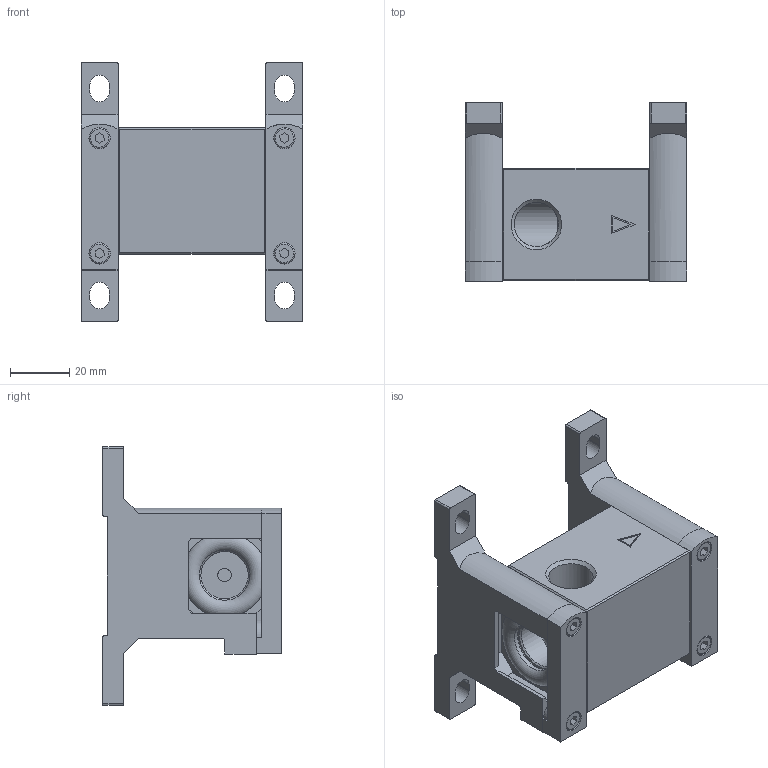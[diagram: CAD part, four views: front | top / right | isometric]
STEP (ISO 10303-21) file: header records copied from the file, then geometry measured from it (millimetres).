
FILE_DESCRIPTION(/* description */ ('Unknown'),/* implementation_level */ '2;1');
FILE_NAME(/* name */ 'K10-MACP302-2',/* time_stamp */ '2019-03-22T11:22:36+08:00',/* author */ ('Unknown'),/* organization */ ('Unknown'),/* preprocessor_version */ 'ST-DEVELOPER v16.7',/* originating_system */ 'DEX',/* authorisation */ $);
FILE_SCHEMA (('AUTOMOTIVE_DESIGN {1 0 10303 214 3 1 1}'));
Length unit declared in the file: millimetre
Products named in the file (1): K10-MACP302-1
Bounding box: 75 x 60.3 x 87.5 mm (x, y, z)
Volume: 122593.5 mm3; surface area: 47775.9 mm2
Topology: 14 solids, 14 shells, 455 faces, 1139 edges, 739 vertices
Faces by surface type: plane 320, cylinder 94, torus 23, cone 15, bspline 3
Full cylindrical faces by diameter (mm): 3.4 x4, 3.5 x4, 4 x4, 4.4 x4, 4.8 x1, 5 x1, 7 x4, 7.002 x1, 7.2 x4, 14.95 x1, 16 x1, 16.917 x1, 17 x2, 18.5 x1
Entity records: 16387 total; most frequent: CARTESIAN_POINT 3063, DIRECTION 2174, ORIENTED_EDGE 2100, EDGE_CURVE 1050, LINE 816, VECTOR 816, VERTEX_POINT 715, AXIS2_PLACEMENT_3D 679
